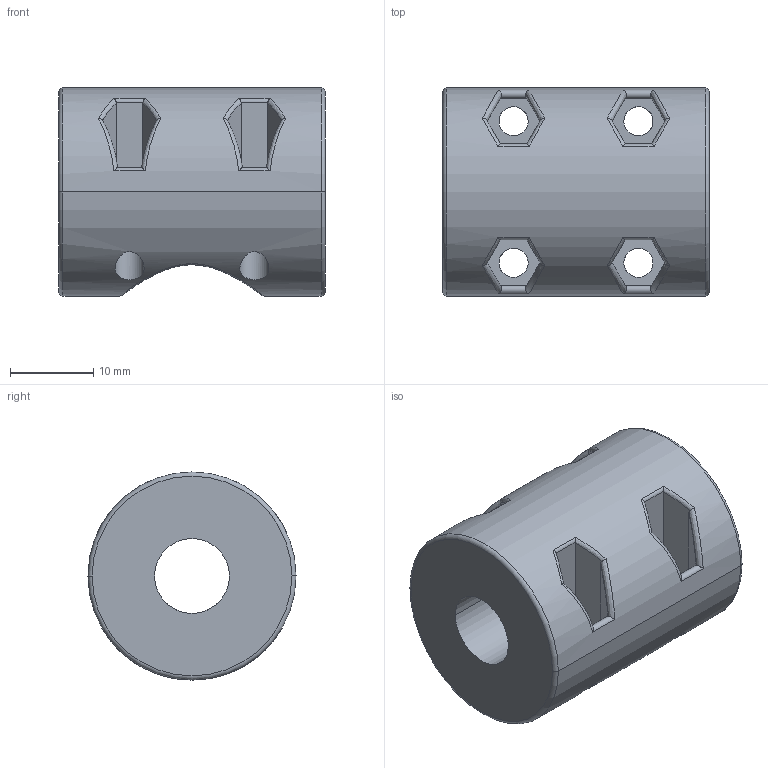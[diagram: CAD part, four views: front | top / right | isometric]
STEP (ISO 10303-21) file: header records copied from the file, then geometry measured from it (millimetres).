
FILE_DESCRIPTION(('CATIA V5 STEP Exchange'),'2;1');
FILE_NAME('BOSCHUNG_SM_V2_ROTATING_PIPE_1.stp','2023-11-15T21:16:48+00:00',('none'),('none'),'CATIA Unofficial Packaging Version SP3','CATIA V5 STEP AP203','none');
FILE_SCHEMA(('CONFIG_CONTROL_DESIGN'));
Length unit declared in the file: millimetre
Products named in the file (1): BOSCHUNG_SM_V2_ROTATING_PIPE_1
Bounding box: 32 x 25 x 25 mm (x, y, z)
Volume: 10939.3 mm3; surface area: 5332.2 mm2
Topology: 1 solids, 1 shells, 80 faces, 211 edges, 138 vertices
Faces by surface type: plane 31, cylinder 25, bspline 18, torus 6
Entity records: 3984 total; most frequent: CARTESIAN_POINT 2248, ORIENTED_EDGE 422, EDGE_CURVE 211, DIRECTION 207, VERTEX_POINT 138, EDGE_LOOP 97, B_SPLINE_CURVE_WITH_KNOTS 96, VECTOR 82
